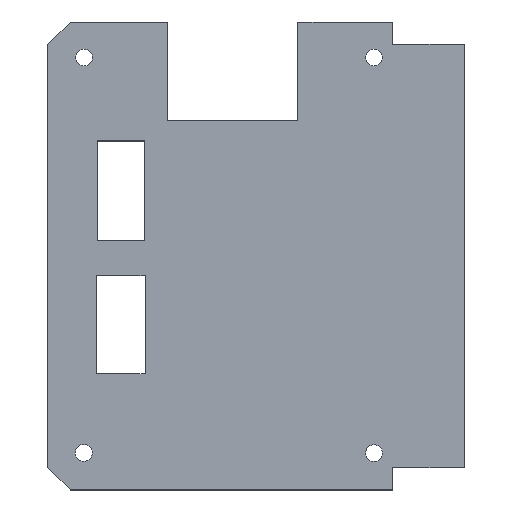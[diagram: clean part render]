
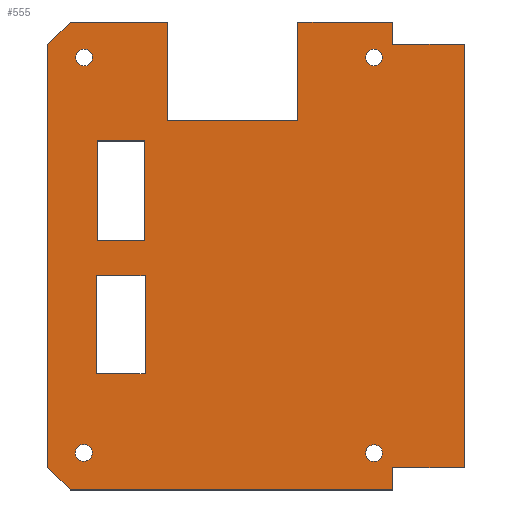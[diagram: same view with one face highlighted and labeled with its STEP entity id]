
A CAD part, top view. The second image highlights one B-rep face of the part: STEP entity #555.
In plain terms, the highlighted planar face has unit normal (0, 0, 1).
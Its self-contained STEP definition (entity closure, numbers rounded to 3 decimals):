
#25=FACE_BOUND('',#88,.T.);
#26=FACE_BOUND('',#89,.T.);
#27=FACE_BOUND('',#90,.T.);
#28=FACE_BOUND('',#91,.T.);
#29=FACE_BOUND('',#92,.T.);
#30=FACE_BOUND('',#93,.T.);
#39=CIRCLE('',#590,1.875);
#40=CIRCLE('',#591,1.875);
#41=CIRCLE('',#592,1.875);
#42=CIRCLE('',#593,1.875);
#53=FACE_OUTER_BOUND('',#87,.T.);
#87=EDGE_LOOP('',(#435,#436,#437,#438,#439,#440,#441,#442,#443,#444,#445,
#446,#447,#448));
#88=EDGE_LOOP('',(#449));
#89=EDGE_LOOP('',(#450));
#90=EDGE_LOOP('',(#451,#452,#453,#454));
#91=EDGE_LOOP('',(#455,#456,#457,#458));
#92=EDGE_LOOP('',(#459));
#93=EDGE_LOOP('',(#460));
#118=LINE('',#760,#184);
#120=LINE('',#766,#186);
#123=LINE('',#771,#189);
#144=LINE('',#821,#210);
#147=LINE('',#826,#213);
#149=LINE('',#830,#215);
#150=LINE('',#833,#216);
#154=LINE('',#840,#220);
#155=LINE('',#842,#221);
#156=LINE('',#845,#222);
#157=LINE('',#847,#223);
#158=LINE('',#849,#224);
#159=LINE('',#851,#225);
#160=LINE('',#852,#226);
#161=LINE('',#859,#227);
#162=LINE('',#861,#228);
#163=LINE('',#863,#229);
#164=LINE('',#864,#230);
#165=LINE('',#867,#231);
#166=LINE('',#869,#232);
#167=LINE('',#871,#233);
#168=LINE('',#872,#234);
#184=VECTOR('',#618,10.);
#186=VECTOR('',#622,10.);
#189=VECTOR('',#627,10.);
#210=VECTOR('',#660,10.);
#213=VECTOR('',#665,10.);
#215=VECTOR('',#669,10.);
#216=VECTOR('',#672,10.);
#220=VECTOR('',#678,10.);
#221=VECTOR('',#681,10.);
#222=VECTOR('',#684,10.);
#223=VECTOR('',#685,10.);
#224=VECTOR('',#686,10.);
#225=VECTOR('',#687,10.);
#226=VECTOR('',#688,10.);
#227=VECTOR('',#693,10.);
#228=VECTOR('',#694,10.);
#229=VECTOR('',#695,10.);
#230=VECTOR('',#696,10.);
#231=VECTOR('',#697,10.);
#232=VECTOR('',#698,10.);
#233=VECTOR('',#699,10.);
#234=VECTOR('',#700,10.);
#248=VERTEX_POINT('',#754);
#250=VERTEX_POINT('',#758);
#251=VERTEX_POINT('',#762);
#253=VERTEX_POINT('',#765);
#277=VERTEX_POINT('',#820);
#278=VERTEX_POINT('',#824);
#279=VERTEX_POINT('',#828);
#280=VERTEX_POINT('',#832);
#281=VERTEX_POINT('',#836);
#282=VERTEX_POINT('',#838);
#283=VERTEX_POINT('',#844);
#284=VERTEX_POINT('',#846);
#285=VERTEX_POINT('',#848);
#286=VERTEX_POINT('',#850);
#287=VERTEX_POINT('',#853);
#288=VERTEX_POINT('',#855);
#289=VERTEX_POINT('',#857);
#290=VERTEX_POINT('',#858);
#291=VERTEX_POINT('',#860);
#292=VERTEX_POINT('',#862);
#293=VERTEX_POINT('',#865);
#294=VERTEX_POINT('',#866);
#295=VERTEX_POINT('',#868);
#296=VERTEX_POINT('',#870);
#297=VERTEX_POINT('',#873);
#298=VERTEX_POINT('',#875);
#302=EDGE_CURVE('',#248,#250,#118,.T.);
#304=EDGE_CURVE('',#253,#251,#120,.T.);
#307=EDGE_CURVE('',#250,#253,#123,.T.);
#332=EDGE_CURVE('',#248,#277,#144,.T.);
#335=EDGE_CURVE('',#278,#277,#147,.T.);
#337=EDGE_CURVE('',#279,#251,#149,.T.);
#338=EDGE_CURVE('',#278,#280,#150,.T.);
#342=EDGE_CURVE('',#281,#282,#154,.T.);
#343=EDGE_CURVE('',#280,#282,#155,.T.);
#344=EDGE_CURVE('',#283,#279,#156,.T.);
#345=EDGE_CURVE('',#283,#284,#157,.T.);
#346=EDGE_CURVE('',#285,#284,#158,.T.);
#347=EDGE_CURVE('',#285,#286,#159,.T.);
#348=EDGE_CURVE('',#286,#281,#160,.T.);
#349=EDGE_CURVE('',#287,#287,#39,.T.);
#350=EDGE_CURVE('',#288,#288,#40,.T.);
#351=EDGE_CURVE('',#289,#290,#161,.T.);
#352=EDGE_CURVE('',#290,#291,#162,.T.);
#353=EDGE_CURVE('',#291,#292,#163,.T.);
#354=EDGE_CURVE('',#292,#289,#164,.T.);
#355=EDGE_CURVE('',#293,#294,#165,.T.);
#356=EDGE_CURVE('',#294,#295,#166,.T.);
#357=EDGE_CURVE('',#295,#296,#167,.T.);
#358=EDGE_CURVE('',#296,#293,#168,.T.);
#359=EDGE_CURVE('',#297,#297,#41,.T.);
#360=EDGE_CURVE('',#298,#298,#42,.T.);
#435=ORIENTED_EDGE('',*,*,#304,.T.);
#436=ORIENTED_EDGE('',*,*,#337,.F.);
#437=ORIENTED_EDGE('',*,*,#344,.F.);
#438=ORIENTED_EDGE('',*,*,#345,.T.);
#439=ORIENTED_EDGE('',*,*,#346,.F.);
#440=ORIENTED_EDGE('',*,*,#347,.T.);
#441=ORIENTED_EDGE('',*,*,#348,.T.);
#442=ORIENTED_EDGE('',*,*,#342,.T.);
#443=ORIENTED_EDGE('',*,*,#343,.F.);
#444=ORIENTED_EDGE('',*,*,#338,.F.);
#445=ORIENTED_EDGE('',*,*,#335,.T.);
#446=ORIENTED_EDGE('',*,*,#332,.F.);
#447=ORIENTED_EDGE('',*,*,#302,.T.);
#448=ORIENTED_EDGE('',*,*,#307,.T.);
#449=ORIENTED_EDGE('',*,*,#349,.T.);
#450=ORIENTED_EDGE('',*,*,#350,.T.);
#451=ORIENTED_EDGE('',*,*,#351,.T.);
#452=ORIENTED_EDGE('',*,*,#352,.T.);
#453=ORIENTED_EDGE('',*,*,#353,.T.);
#454=ORIENTED_EDGE('',*,*,#354,.T.);
#455=ORIENTED_EDGE('',*,*,#355,.T.);
#456=ORIENTED_EDGE('',*,*,#356,.T.);
#457=ORIENTED_EDGE('',*,*,#357,.T.);
#458=ORIENTED_EDGE('',*,*,#358,.T.);
#459=ORIENTED_EDGE('',*,*,#359,.T.);
#460=ORIENTED_EDGE('',*,*,#360,.T.);
#531=PLANE('',#589);
#555=ADVANCED_FACE('',(#53,#25,#26,#27,#28,#29,#30),#531,.T.);
#589=AXIS2_PLACEMENT_3D('',#843,#682,#683);
#590=AXIS2_PLACEMENT_3D('',#854,#689,#690);
#591=AXIS2_PLACEMENT_3D('',#856,#691,#692);
#592=AXIS2_PLACEMENT_3D('',#874,#701,#702);
#593=AXIS2_PLACEMENT_3D('',#876,#703,#704);
#618=DIRECTION('',(0.,-1.,0.));
#622=DIRECTION('',(0.,1.,0.));
#627=DIRECTION('',(-1.,0.,0.));
#660=DIRECTION('',(1.,0.,0.));
#665=DIRECTION('',(0.,1.,0.));
#669=DIRECTION('',(1.,0.,0.));
#672=DIRECTION('',(1.,0.,0.));
#678=DIRECTION('',(1.,0.,0.));
#681=DIRECTION('',(0.,-1.,0.));
#682=DIRECTION('center_axis',(0.,0.,1.));
#683=DIRECTION('ref_axis',(-1.,0.,0.));
#684=DIRECTION('',(0.707,0.707,0.));
#685=DIRECTION('',(0.,-1.,0.));
#686=DIRECTION('',(-0.707,0.707,0.));
#687=DIRECTION('',(1.,0.,0.));
#688=DIRECTION('',(0.,1.,0.));
#689=DIRECTION('center_axis',(0.,0.,-1.));
#690=DIRECTION('ref_axis',(-1.,0.,0.));
#691=DIRECTION('center_axis',(0.,0.,-1.));
#692=DIRECTION('ref_axis',(-1.,0.,0.));
#693=DIRECTION('',(-1.,0.,0.));
#694=DIRECTION('',(0.,1.,0.));
#695=DIRECTION('',(1.,0.,0.));
#696=DIRECTION('',(0.,-1.,0.));
#697=DIRECTION('',(-1.,0.,0.));
#698=DIRECTION('',(0.,1.,0.));
#699=DIRECTION('',(1.,0.,0.));
#700=DIRECTION('',(0.,-1.,0.));
#701=DIRECTION('center_axis',(0.,0.,-1.));
#702=DIRECTION('ref_axis',(-1.,0.,0.));
#703=DIRECTION('center_axis',(0.,0.,-1.));
#704=DIRECTION('ref_axis',(-1.,0.,0.));
#754=CARTESIAN_POINT('',(57.352,117.378,25.));
#758=CARTESIAN_POINT('',(57.352,95.378,25.));
#760=CARTESIAN_POINT('',(57.352,91.253,25.));
#762=CARTESIAN_POINT('',(28.183,117.378,25.));
#765=CARTESIAN_POINT('',(28.183,95.378,25.));
#766=CARTESIAN_POINT('',(28.183,91.253,25.));
#771=CARTESIAN_POINT('',(41.396,95.378,25.));
#820=CARTESIAN_POINT('',(78.543,117.378,25.));
#821=CARTESIAN_POINT('',(78.543,117.378,25.));
#824=CARTESIAN_POINT('',(78.543,112.378,25.));
#826=CARTESIAN_POINT('',(78.543,112.378,25.));
#828=CARTESIAN_POINT('',(6.505,117.378,25.));
#830=CARTESIAN_POINT('',(78.543,117.378,25.));
#832=CARTESIAN_POINT('',(94.505,112.378,25.));
#833=CARTESIAN_POINT('',(78.543,112.378,25.));
#836=CARTESIAN_POINT('',(78.543,17.878,25.));
#838=CARTESIAN_POINT('',(94.505,17.878,25.));
#840=CARTESIAN_POINT('',(78.543,17.878,25.));
#842=CARTESIAN_POINT('',(94.505,112.378,25.));
#843=CARTESIAN_POINT('Origin',(40.024,65.128,25.));
#844=CARTESIAN_POINT('',(1.505,112.378,25.));
#845=CARTESIAN_POINT('',(0.572,111.445,25.));
#846=CARTESIAN_POINT('',(1.505,17.878,25.));
#847=CARTESIAN_POINT('',(1.505,12.878,25.));
#848=CARTESIAN_POINT('',(6.505,12.878,25.));
#849=CARTESIAN_POINT('',(0.572,18.81,25.));
#850=CARTESIAN_POINT('',(78.543,12.878,25.));
#851=CARTESIAN_POINT('',(78.543,12.878,25.));
#852=CARTESIAN_POINT('',(78.543,117.378,25.));
#853=CARTESIAN_POINT('',(76.235,109.459,25.));
#854=CARTESIAN_POINT('Origin',(74.36,109.459,25.));
#855=CARTESIAN_POINT('',(11.411,21.174,25.));
#856=CARTESIAN_POINT('Origin',(9.536,21.174,25.));
#857=CARTESIAN_POINT('',(23.229,38.775,25.));
#858=CARTESIAN_POINT('',(12.379,38.775,25.));
#859=CARTESIAN_POINT('',(23.229,38.775,25.));
#860=CARTESIAN_POINT('',(12.379,60.703,25.));
#861=CARTESIAN_POINT('',(12.379,38.775,25.));
#862=CARTESIAN_POINT('',(23.229,60.703,25.));
#863=CARTESIAN_POINT('',(12.379,60.703,25.));
#864=CARTESIAN_POINT('',(23.229,60.703,25.));
#865=CARTESIAN_POINT('',(23.111,68.577,25.));
#866=CARTESIAN_POINT('',(12.586,68.577,25.));
#867=CARTESIAN_POINT('',(23.111,68.577,25.));
#868=CARTESIAN_POINT('',(12.586,90.81,25.));
#869=CARTESIAN_POINT('',(12.586,68.577,25.));
#870=CARTESIAN_POINT('',(23.111,90.81,25.));
#871=CARTESIAN_POINT('',(12.586,90.81,25.));
#872=CARTESIAN_POINT('',(23.111,90.81,25.));
#873=CARTESIAN_POINT('',(11.5,109.451,25.));
#874=CARTESIAN_POINT('Origin',(9.625,109.451,25.));
#875=CARTESIAN_POINT('',(76.237,21.102,25.));
#876=CARTESIAN_POINT('Origin',(74.362,21.102,25.));
